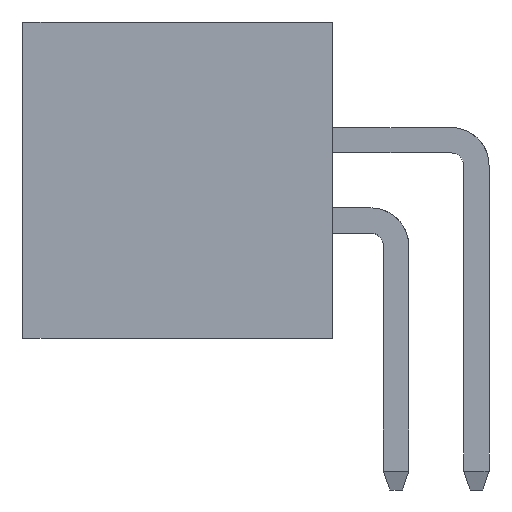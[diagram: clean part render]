
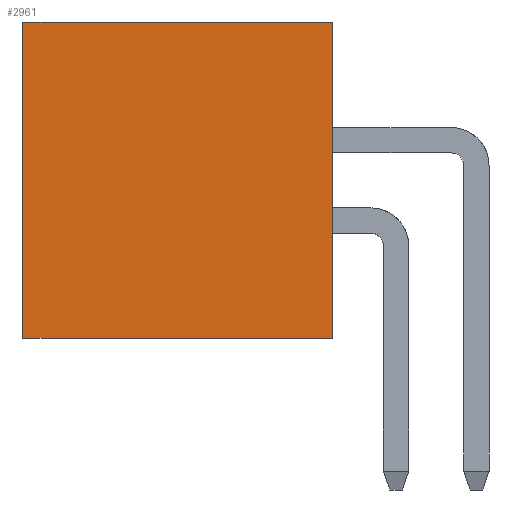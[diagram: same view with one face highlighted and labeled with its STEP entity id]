
A CAD part, left-side view. The second image highlights one B-rep face of the part: STEP entity #2961.
In plain terms, the highlighted planar face has unit normal (-1, 0, 0).
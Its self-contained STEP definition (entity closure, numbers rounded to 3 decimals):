
#884=CARTESIAN_POINT('',(0.,0.,-127.));
#885=VERTEX_POINT('',#884);
#895=CARTESIAN_POINT('',(0.,124.46,-127.));
#896=VERTEX_POINT('',#895);
#897=CARTESIAN_POINT('',(0.,0.,-127.));
#898=CARTESIAN_POINT('',(0.,24.892,-127.));
#899=CARTESIAN_POINT('',(0.,49.784,-127.));
#900=CARTESIAN_POINT('',(0.,74.676,-127.));
#901=CARTESIAN_POINT('',(0.,99.568,-127.));
#902=CARTESIAN_POINT('',(0.,124.46,-127.));
#903=B_SPLINE_CURVE_WITH_KNOTS('',5,(#897,#898,#899,#900,#901,#902),.UNSPECIFIED.,.F.,.U.,(6,6),(0.,4.9),.UNSPECIFIED.);
#904=EDGE_CURVE('',#885,#896,#903,.T.);
#2907=CARTESIAN_POINT('',(0.,0.,0.));
#2908=VERTEX_POINT('',#2907);
#2918=CARTESIAN_POINT('',(0.,0.,0.));
#2919=CARTESIAN_POINT('',(0.,0.,-25.4));
#2920=CARTESIAN_POINT('',(0.,0.,-50.8));
#2921=CARTESIAN_POINT('',(0.,0.,-76.2));
#2922=CARTESIAN_POINT('',(0.,0.,-101.6));
#2923=CARTESIAN_POINT('',(0.,0.,-127.));
#2924=B_SPLINE_CURVE_WITH_KNOTS('',5,(#2918,#2919,#2920,#2921,#2922,#2923),.UNSPECIFIED.,.F.,.U.,(6,6),(0.,5.),.UNSPECIFIED.);
#2925=EDGE_CURVE('',#2908,#885,#2924,.T.);
#2932=CARTESIAN_POINT('',(0.,62.23,-63.5));
#2933=DIRECTION('',(0.,-1.,0.));
#2934=DIRECTION('',(-1.,0.,0.));
#2935=AXIS2_PLACEMENT_3D('',#2932,#2934,#2933);
#2936=PLANE('',#2935);
#2937=ORIENTED_EDGE('',*,*,#2925,.F.);
#2938=CARTESIAN_POINT('',(0.,124.46,0.));
#2939=VERTEX_POINT('',#2938);
#2940=CARTESIAN_POINT('',(0.,0.,0.));
#2941=CARTESIAN_POINT('',(0.,24.892,0.));
#2942=CARTESIAN_POINT('',(0.,49.784,0.));
#2943=CARTESIAN_POINT('',(0.,74.676,0.));
#2944=CARTESIAN_POINT('',(0.,99.568,0.));
#2945=CARTESIAN_POINT('',(0.,124.46,0.));
#2946=B_SPLINE_CURVE_WITH_KNOTS('',5,(#2940,#2941,#2942,#2943,#2944,#2945),.UNSPECIFIED.,.F.,.U.,(6,6),(0.,4.9),.UNSPECIFIED.);
#2947=EDGE_CURVE('',#2908,#2939,#2946,.T.);
#2948=ORIENTED_EDGE('',*,*,#2947,.T.);
#2949=CARTESIAN_POINT('',(0.,124.46,0.));
#2950=CARTESIAN_POINT('',(0.,124.46,-25.4));
#2951=CARTESIAN_POINT('',(0.,124.46,-50.8));
#2952=CARTESIAN_POINT('',(0.,124.46,-76.2));
#2953=CARTESIAN_POINT('',(0.,124.46,-101.6));
#2954=CARTESIAN_POINT('',(0.,124.46,-127.));
#2955=B_SPLINE_CURVE_WITH_KNOTS('',5,(#2949,#2950,#2951,#2952,#2953,#2954),.UNSPECIFIED.,.F.,.U.,(6,6),(0.,5.),.UNSPECIFIED.);
#2956=EDGE_CURVE('',#2939,#896,#2955,.T.);
#2957=ORIENTED_EDGE('',*,*,#2956,.T.);
#2958=ORIENTED_EDGE('',*,*,#904,.F.);
#2959=EDGE_LOOP('',(#2937,#2948,#2957,#2958));
#2960=FACE_OUTER_BOUND('',#2959,.T.);
#2961=ADVANCED_FACE('',(#2960),#2936,.T.);
